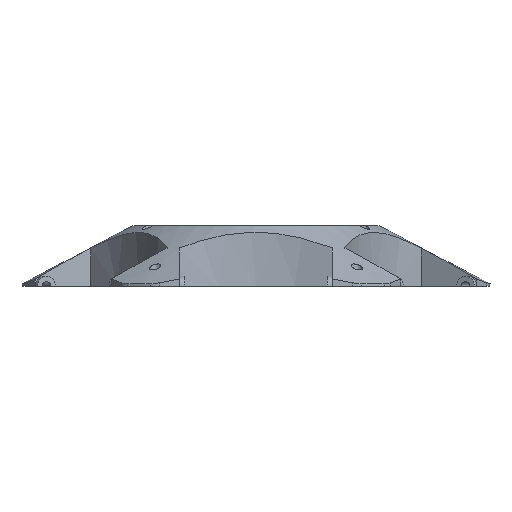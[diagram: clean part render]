
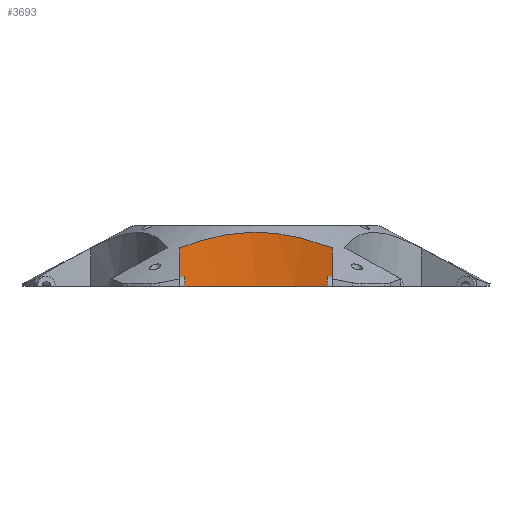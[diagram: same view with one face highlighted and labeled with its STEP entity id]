
A CAD part, front view. The second image highlights one B-rep face of the part: STEP entity #3693.
In plain terms, the highlighted cylindrical face has radius 65 mm (diameter 130 mm), a partial arc.
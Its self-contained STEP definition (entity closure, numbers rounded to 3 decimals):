
#35 = ORIENTED_EDGE ( 'NONE', *, *, #2122, .F. ) ;
#309 = CARTESIAN_POINT ( 'NONE',  ( -6.464, -33.866, 12.935 ) ) ;
#334 = LINE ( 'NONE', #2004, #4372 ) ;
#444 = CARTESIAN_POINT ( 'NONE',  ( -18.916, -36.377, 0. ) ) ;
#562 = DIRECTION ( 'NONE',  ( -1., 0., 0. ) ) ;
#719 = CARTESIAN_POINT ( 'NONE',  ( 4.57, -33.724, 13.151 ) ) ;
#772 = CARTESIAN_POINT ( 'NONE',  ( 8.202, -34.064, 12.638 ) ) ;
#926 = CARTESIAN_POINT ( 'NONE',  ( 0., -98.564, 0. ) ) ;
#955 = B_SPLINE_CURVE_WITH_KNOTS ( 'NONE', 3,
 ( #4455, #2365, #1541, #772, #4031, #719, #2444, #2391, #4061, #1123, #1953, #3619, #5312, #309, #4892, #5006, #3402, #1680, #2125, #2525 ),
 .UNSPECIFIED., .F., .F.,
 ( 4, 2, 2, 2, 2, 2, 2, 2, 2, 4 ),
 ( 0., 0.01, 0.015, 0.016, 0.017, 0.02, 0.024, 0.029, 0.034, 0.039 ),
 .UNSPECIFIED. ) ;
#1011 = EDGE_CURVE ( 'NONE', #2264, #1846, #2531, .T. ) ;
#1067 = VERTEX_POINT ( 'NONE', #4696 ) ;
#1123 = CARTESIAN_POINT ( 'NONE',  ( 1.687, -33.581, 13.369 ) ) ;
#1316 = VERTEX_POINT ( 'NONE', #1975 ) ;
#1400 = CYLINDRICAL_SURFACE ( 'NONE', #3136, 65. ) ;
#1541 = CARTESIAN_POINT ( 'NONE',  ( 12.915, -34.781, 11.6 ) ) ;
#1680 = CARTESIAN_POINT ( 'NONE',  ( -15.92, -35.524, 10.595 ) ) ;
#1813 = FACE_OUTER_BOUND ( 'NONE', #2501, .T. ) ;
#1846 = VERTEX_POINT ( 'NONE', #444 ) ;
#1953 = CARTESIAN_POINT ( 'NONE',  ( 0.864, -33.565, 13.394 ) ) ;
#1975 = CARTESIAN_POINT ( 'NONE',  ( -18.916, -36.377, 9.498 ) ) ;
#2004 = CARTESIAN_POINT ( 'NONE',  ( -18.916, -36.377, 15.001 ) ) ;
#2122 = EDGE_CURVE ( 'NONE', #1067, #2264, #4630, .T. ) ;
#2125 = CARTESIAN_POINT ( 'NONE',  ( -17.43, -35.925, 10.067 ) ) ;
#2258 = CARTESIAN_POINT ( 'NONE',  ( 18.916, -36.377, 0. ) ) ;
#2264 = VERTEX_POINT ( 'NONE', #2258 ) ;
#2269 = AXIS2_PLACEMENT_3D ( 'NONE', #926, #4379, #562 ) ;
#2365 = CARTESIAN_POINT ( 'NONE',  ( 15.953, -35.476, 10.633 ) ) ;
#2391 = CARTESIAN_POINT ( 'NONE',  ( 3.339, -33.649, 13.265 ) ) ;
#2444 = CARTESIAN_POINT ( 'NONE',  ( 4.161, -33.696, 13.193 ) ) ;
#2456 = EDGE_CURVE ( 'NONE', #1067, #1316, #955, .T. ) ;
#2501 = EDGE_LOOP ( 'NONE', ( #5440, #2574, #3031, #35 ) ) ;
#2525 = CARTESIAN_POINT ( 'NONE',  ( -18.916, -36.377, 9.498 ) ) ;
#2531 = CIRCLE ( 'NONE', #2269, 65. ) ;
#2574 = ORIENTED_EDGE ( 'NONE', *, *, #4574, .T. ) ;
#2608 = CARTESIAN_POINT ( 'NONE',  ( 18.916, -36.377, 15.001 ) ) ;
#2724 = VECTOR ( 'NONE', #2970, 1000. ) ;
#2970 = DIRECTION ( 'NONE',  ( 0., 0., -1. ) ) ;
#3031 = ORIENTED_EDGE ( 'NONE', *, *, #1011, .F. ) ;
#3136 = AXIS2_PLACEMENT_3D ( 'NONE', #3817, #5146, #4756 ) ;
#3402 = CARTESIAN_POINT ( 'NONE',  ( -12.843, -34.826, 11.544 ) ) ;
#3619 = CARTESIAN_POINT ( 'NONE',  ( -1.596, -33.563, 13.396 ) ) ;
#3676 = DIRECTION ( 'NONE',  ( 0., 0., -1. ) ) ;
#3693 = ADVANCED_FACE ( 'NONE', ( #1813 ), #1400, .F. ) ;
#3817 = CARTESIAN_POINT ( 'NONE',  ( 0., -98.564, 15.001 ) ) ;
#4031 = CARTESIAN_POINT ( 'NONE',  ( 6.605, -33.88, 12.914 ) ) ;
#4061 = CARTESIAN_POINT ( 'NONE',  ( 2.925, -33.629, 13.296 ) ) ;
#4372 = VECTOR ( 'NONE', #3676, 1000. ) ;
#4379 = DIRECTION ( 'NONE',  ( 0., 0., 1. ) ) ;
#4455 = CARTESIAN_POINT ( 'NONE',  ( 18.916, -36.377, 9.498 ) ) ;
#4574 = EDGE_CURVE ( 'NONE', #1316, #1846, #334, .T. ) ;
#4630 = LINE ( 'NONE', #2608, #2724 ) ;
#4696 = CARTESIAN_POINT ( 'NONE',  ( 18.916, -36.377, 9.498 ) ) ;
#4756 = DIRECTION ( 'NONE',  ( -1., 0., 0. ) ) ;
#4892 = CARTESIAN_POINT ( 'NONE',  ( -8.074, -34.047, 12.663 ) ) ;
#5006 = CARTESIAN_POINT ( 'NONE',  ( -11.275, -34.529, 11.965 ) ) ;
#5146 = DIRECTION ( 'NONE',  ( 0., 0., -1. ) ) ;
#5312 = CARTESIAN_POINT ( 'NONE',  ( -3.225, -33.624, 13.302 ) ) ;
#5440 = ORIENTED_EDGE ( 'NONE', *, *, #2456, .T. ) ;
